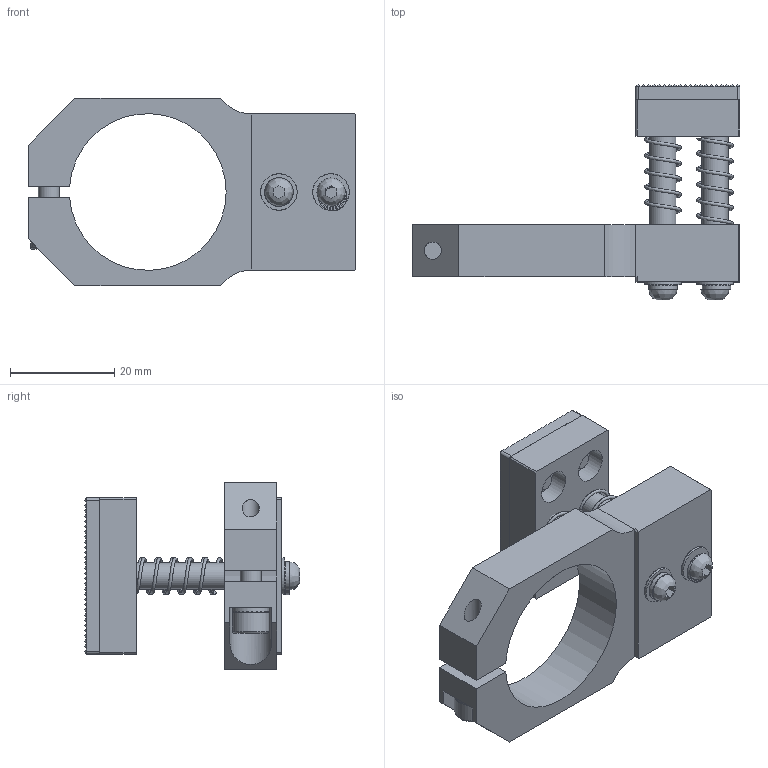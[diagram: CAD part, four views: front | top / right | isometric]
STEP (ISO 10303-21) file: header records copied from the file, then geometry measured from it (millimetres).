
FILE_DESCRIPTION(('STEP AP214'),'1');
FILE_NAME('GRF30.VSX.stp','2017-12-05T15:45:33',(' '),(' '),'Spatial InterOp 3D',' ',' ');
FILE_SCHEMA(('AUTOMOTIVE_DESIGN { 1 0 10303 214 1 1 1 1 }'));
Length unit declared in the file: millimetre
Products named in the file (12): GRF30.95.08.V; GRF20.95.12; M.7X18; PAP.050705; R.3; V.TBCE.3X10.BUTT; R.3.SCH; GRF30.95.13; V.TCE4x16; GRF30.95.11; R.4.SCH
Assembly tree (19 placements, depth 2):
  (unnamed)
    GRF30.95.08.V
    GRF20.95.12  x2
    M.7X18  x2
    PAP.050705  x4
    R.3  x2
    V.TBCE.3X10.BUTT  x2
    R.3.SCH  x2
    GRF30.95.13
    V.TCE4x16
    GRF30.95.11
    R.4.SCH
Bounding box: 63 x 41.45 x 36 mm (x, y, z)
Volume: 19758.9 mm3; surface area: 14356.3 mm2
Topology: 18 solids, 19 shells, 3237 faces, 6075 edges, 2883 vertices
Faces by surface type: plane 3109, cylinder 91, cone 27, torus 6, bspline 4
Full cylindrical faces by diameter (mm): 2.5 x2, 3 x2, 3.2 x2, 3.3 x3, 3.5 x2, 3.6 x2, 3.9 x4, 4 x3, 4.3 x1, 4.5 x1, 5 x6, 5.5 x2, 6.5 x4, 7 x10
Entity records: 91886 total; most frequent: CARTESIAN_POINT 12026, DIRECTION 11798, ORIENTED_EDGE 10574, EDGE_CURVE 5287, LINE 4694, VECTOR 4694, AXIS2_PLACEMENT_3D 3552, EDGE_LOOP 3069
